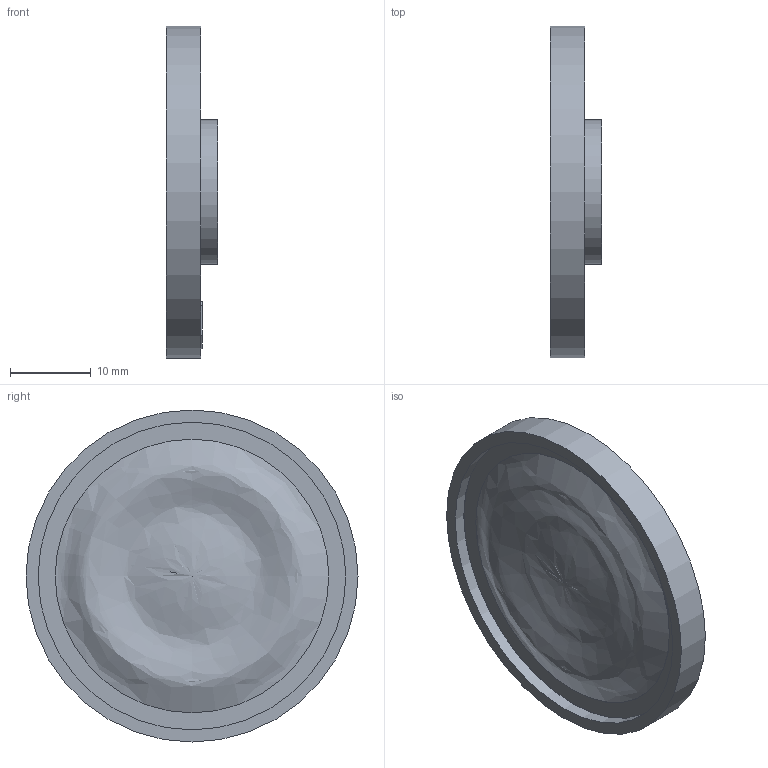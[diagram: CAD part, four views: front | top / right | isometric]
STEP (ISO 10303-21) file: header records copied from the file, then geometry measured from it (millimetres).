
FILE_DESCRIPTION(/* description */ (''),/* implementation_level */ '2;1');
FILE_NAME(/* name */ '40mm_driver.step',/* time_stamp */ '2021-10-09T15:24:40+02:00',/* author */ (''),/* organization */ (''),/* preprocessor_version */ 'ST-DEVELOPER v18.1',/* originating_system */ 'Autodesk Translation Framework v10.10.0.1391',/* authorisation */ '');
FILE_SCHEMA (('AUTOMOTIVE_DESIGN { 1 0 10303 214 3 1 1 }'));
Length unit declared in the file: millimetre
Products named in the file (1): 40mm_driver
Bounding box: 6.3 x 41 x 41 mm (x, y, z)
Volume: 3178.5 mm3; surface area: 7420.7 mm2
Topology: 5 solids, 5 shells, 57 faces, 128 edges, 85 vertices
Faces by surface type: cylinder 27, plane 22, bspline 5, torus 3
Full cylindrical faces by diameter (mm): 2.3 x9, 15.9 x1, 16.1 x1, 17.9 x1, 38 x2, 41 x1
Entity records: 2469 total; most frequent: CARTESIAN_POINT 1063, DIRECTION 287, ORIENTED_EDGE 250, EDGE_CURVE 125, AXIS2_PLACEMENT_3D 118, EDGE_LOOP 86, VERTEX_POINT 85, CIRCLE 65
